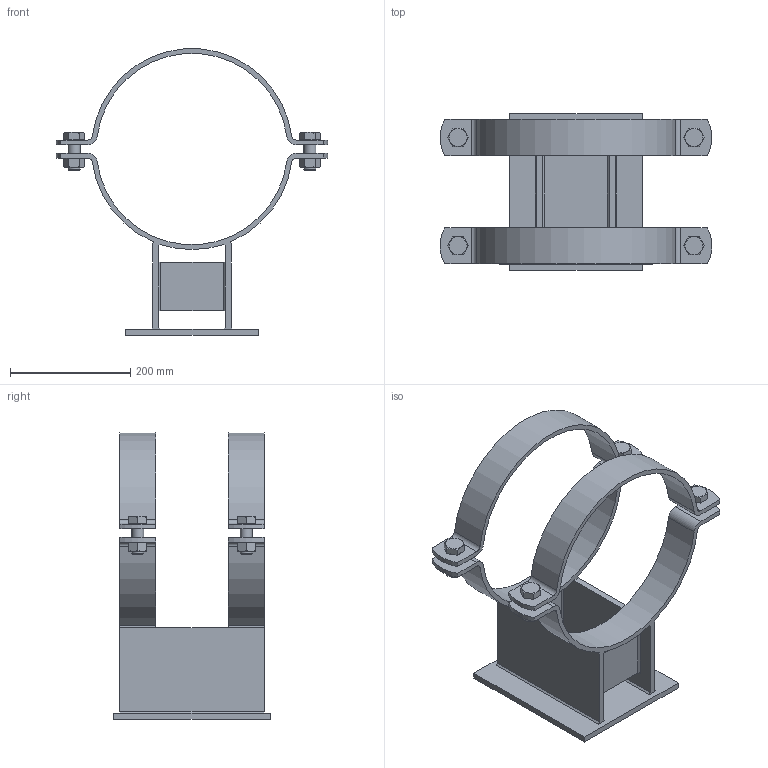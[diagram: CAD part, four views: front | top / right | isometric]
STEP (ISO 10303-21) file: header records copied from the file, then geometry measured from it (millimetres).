
FILE_DESCRIPTION((''),'2;1');
FILE_NAME('115998.stp','2010-05-11T08:13:48',('DMK009'),(''),'Autodesk Inventor 2010','Autodesk Inventor 2010','');
FILE_SCHEMA(('AUTOMOTIVE_DESIGN { 1 0 10303 214 1 1 1 1 }'));
Length unit declared in the file: millimetre
Products named in the file (1): 115998
Bounding box: 452 x 260 x 475.59 mm (x, y, z)
Volume: 2630119 mm3; surface area: 650156.1 mm2
Topology: 1 solids, 1 shells, 244 faces, 608 edges, 392 vertices
Faces by surface type: plane 136, cylinder 52, cone 48, bspline 8
Full cylindrical faces by diameter (mm): 18.647 x4, 20 x8, 23 x4, 27.7 x4
Entity records: 7155 total; most frequent: CARTESIAN_POINT 1493, ORIENTED_EDGE 1088, DIRECTION 1086, EDGE_CURVE 544, AXIS2_PLACEMENT_3D 401, VERTEX_POINT 376, EDGE_LOOP 330, VECTOR 284
